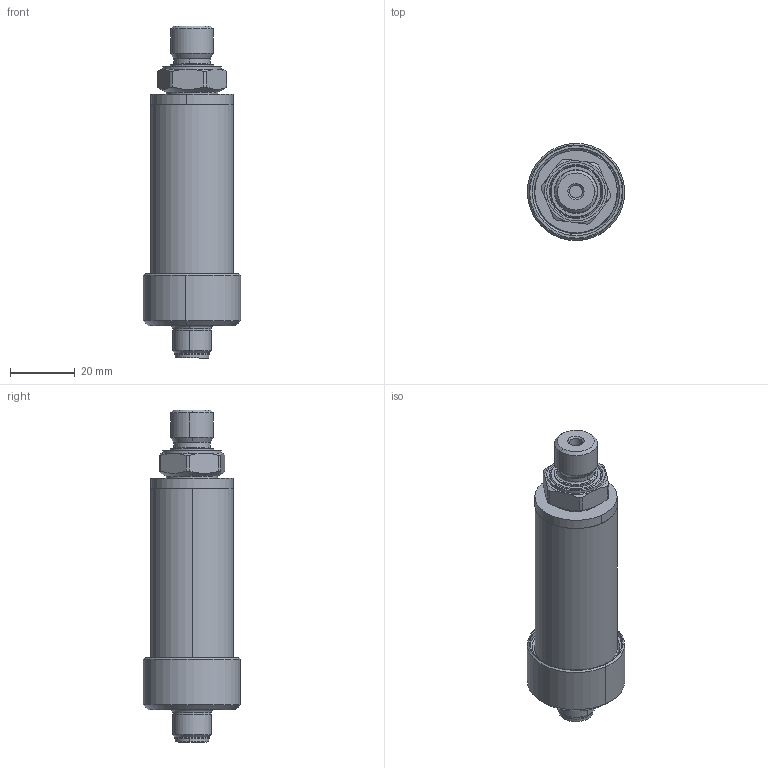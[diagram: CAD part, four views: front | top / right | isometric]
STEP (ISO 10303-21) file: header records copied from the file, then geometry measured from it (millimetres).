
FILE_DESCRIPTION(('Creo Elements/Direct Modeling STEP Export'),'2;1');
FILE_NAME('GS4400.stp','2023-08-24T11:59:28',(''),(''),'Creo Elements/Direct Modeling STEP processor for AP214 (Solid Model)','Creo Elements/Direct Modeling 20.1B 02-Apr-2019 (C) Parametric Technology GmbH','');
FILE_SCHEMA(('AUTOMOTIVE_DESIGN { 1 0 10303 214 1 1 1 1 }'));
Length unit declared in the file: millimetre
Products named in the file (8): 7752; 7753; 9382; Z0862; 7572_1-10.01; 7754; GS4400BxxxxAB; GS4400.stp
Assembly tree (7 placements, depth 3):
  GS4400.stp
    GS4400BxxxxAB
      7754
      7572_1-10.01
      Z0862
      9382
      7753
      7752
Bounding box: 29.96 x 29.96 x 102.35 mm (x, y, z)
Volume: 23097.1 mm3; surface area: 20869.8 mm2
Topology: 6 solids, 6 shells, 463 faces, 1150 edges, 735 vertices
Faces by surface type: cylinder 165, plane 153, cone 91, extrusion 32, torus 12, sphere 10
Entity records: 15577 total; most frequent: CARTESIAN_POINT 3349, ORIENTED_EDGE 2260, DIRECTION 1864, EDGE_CURVE 1130, VERTEX_POINT 735, AXIS2_PLACEMENT_3D 667, VECTOR 530, EDGE_LOOP 529
